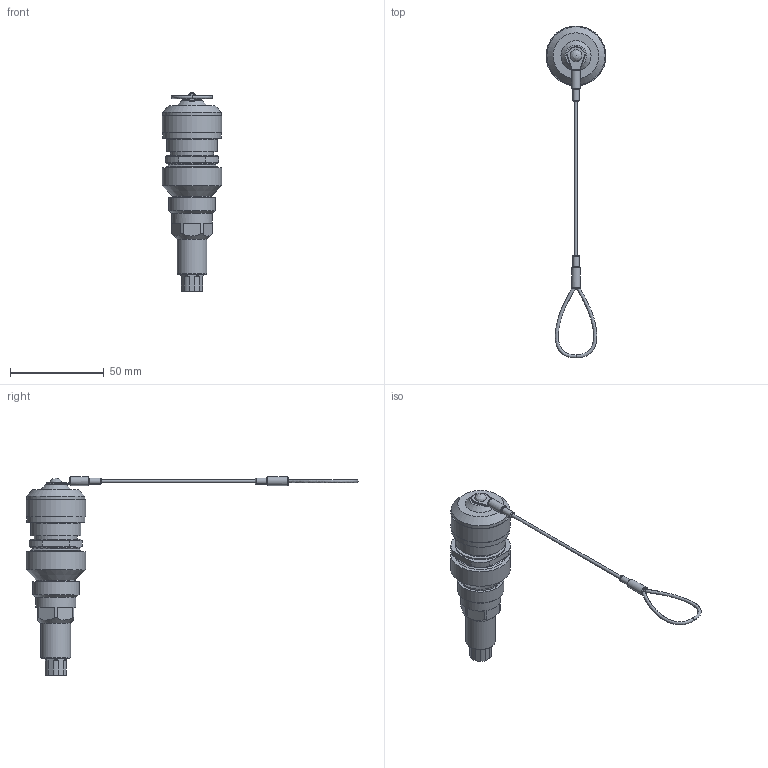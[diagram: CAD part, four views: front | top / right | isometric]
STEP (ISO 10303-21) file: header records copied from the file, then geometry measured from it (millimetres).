
FILE_DESCRIPTION (( 'STEP AP214' ), '1' );
FILE_NAME ('ECSP5201UA0.STEP', '2018-01-16T13:54:46', ( '' ), ( '' ), 'SwSTEP 2.0', 'SolidWorks 2014', '' );
FILE_SCHEMA (( 'AUTOMOTIVE_DESIGN' ));
Length unit declared in the file: inch
Products named in the file (10): ECSP5201UA0; ECSP5201UA0-MA7; ECSP5201UA0-MA6; ECRU5211U00; ECSP5201UA0-MA5; 3AB10-041-MA1; ECSP5201UA0-MA4; 3AB10-041; ECSP5201UA0-MA2; ECSP5201UA0-MA1
Assembly tree (9 placements, depth 3):
  ECSP5201UA0
    ECSP5201UA0-MA1
    ECSP5201UA0-MA2
    ECSP5201UA0-MA4
    ECSP5201UA0-MA5
    ECSP5201UA0-MA6
    ECSP5201UA0-MA7
    ECRU5211U00
      3AB10-041
      3AB10-041-MA1
Bounding box: 31.75 x 176.85 x 105.77 mm (x, y, z)
Volume: 34217.9 mm3; surface area: 26115 mm2
Topology: 9 solids, 9 shells, 338 faces, 783 edges, 490 vertices
Faces by surface type: plane 167, cone 77, cylinder 75, torus 14, bspline 5
Full cylindrical faces by diameter (mm): 1.473 x1, 1.702 x1, 3.302 x2, 3.428 x1, 3.429 x2, 4.699 x2, 7.62 x1, 8.992 x1, 10.49 x1, 11.532 x1, 12.446 x1, 12.7 x1, 13.716 x1, 14.021 x1, 14.732 x2, 15.037 x1, 15.875 x1, 16.205 x1, 17.272 x1, 17.374 x1, 17.858 x6, 18.923 x1, 19.812 x1, 20.879 x1, 21.082 x1, 21.361 x1, 22.784 x1, 22.987 x1, 24.435 x1, 24.765 x1
Entity records: 12052 total; most frequent: CARTESIAN_POINT 2149, DIRECTION 1503, ORIENTED_EDGE 1262, EDGE_CURVE 631, AXIS2_PLACEMENT_3D 583, EDGE_LOOP 541, VERTEX_POINT 468, FACE_OUTER_BOUND 408
